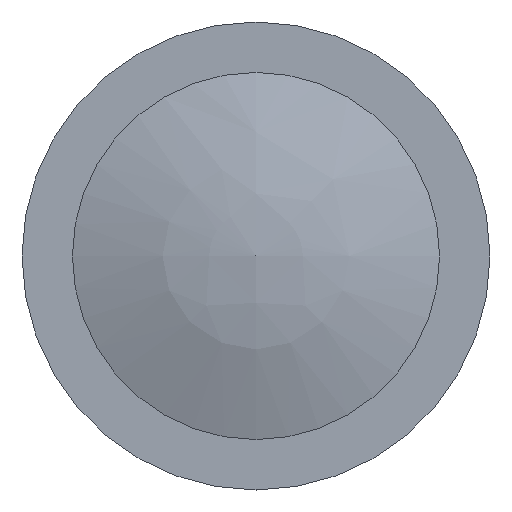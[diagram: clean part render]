
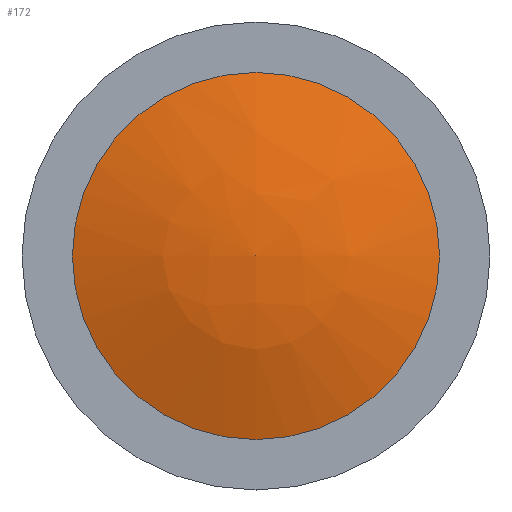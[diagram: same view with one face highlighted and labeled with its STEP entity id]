
A CAD part, left-side view. The second image highlights one B-rep face of the part: STEP entity #172.
In plain terms, the highlighted free-form (B-spline) face has degree [2, 2] with [3, 9] control points.
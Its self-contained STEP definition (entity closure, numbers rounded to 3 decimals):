
#13=(
BOUNDED_SURFACE()
B_SPLINE_SURFACE(2,2,((#303,#304,#305,#306,#307,#308,#309,#310,#311),(#312,
#313,#314,#315,#316,#317,#318,#319,#320),(#321,#322,#323,#324,#325,#326,
#327,#328,#329)),.UNSPECIFIED.,.F.,.T.,.F.)
B_SPLINE_SURFACE_WITH_KNOTS((3,3),(3,2,2,2,3),(-1.551,-1.203),
(-3.142,-1.571,0.,1.571,3.142),
 .UNSPECIFIED.)
GEOMETRIC_REPRESENTATION_ITEM()
RATIONAL_B_SPLINE_SURFACE(((1.,0.707,1.,0.707,1.,
0.707,1.,0.707,1.),(0.985,0.696,
0.985,0.696,0.985,0.696,
0.985,0.696,0.985),(1.,0.707,
1.,0.707,1.,0.707,1.,0.707,1.)))
REPRESENTATION_ITEM('')
SURFACE()
);
#41=FACE_OUTER_BOUND('',#52,.T.);
#52=EDGE_LOOP('',(#140,#141,#142,#143));
#66=CIRCLE('',#205,0.51);
#67=CIRCLE('',#206,0.51);
#68=CIRCLE('',#207,1.5);
#85=VERTEX_POINT('',#330);
#86=VERTEX_POINT('',#331);
#87=VERTEX_POINT('',#334);
#106=EDGE_CURVE('',#85,#86,#66,.T.);
#107=EDGE_CURVE('',#86,#85,#67,.T.);
#108=EDGE_CURVE('',#86,#87,#68,.T.);
#140=ORIENTED_EDGE('',*,*,#106,.F.);
#141=ORIENTED_EDGE('',*,*,#107,.F.);
#142=ORIENTED_EDGE('',*,*,#108,.T.);
#143=ORIENTED_EDGE('',*,*,#108,.F.);
#172=ADVANCED_FACE('',(#41),#13,.F.);
#205=AXIS2_PLACEMENT_3D('',#332,#249,#250);
#206=AXIS2_PLACEMENT_3D('',#333,#251,#252);
#207=AXIS2_PLACEMENT_3D('',#335,#253,#254);
#249=DIRECTION('center_axis',(1.,0.,0.));
#250=DIRECTION('ref_axis',(0.,0.,-1.));
#251=DIRECTION('center_axis',(1.,0.,0.));
#252=DIRECTION('ref_axis',(0.,0.,-1.));
#253=DIRECTION('center_axis',(0.,-1.,0.));
#254=DIRECTION('ref_axis',(0.,0.,
1.));
#303=CARTESIAN_POINT('Ctrl Pts',(-0.5,0.,
0.71));
#304=CARTESIAN_POINT('Ctrl Pts',(-0.5,0.,
0.71));
#305=CARTESIAN_POINT('Ctrl Pts',(-0.5,0.,
0.71));
#306=CARTESIAN_POINT('Ctrl Pts',(-0.5,0.,
0.71));
#307=CARTESIAN_POINT('Ctrl Pts',(-0.5,0.,
0.71));
#308=CARTESIAN_POINT('Ctrl Pts',(-0.5,0.,
0.71));
#309=CARTESIAN_POINT('Ctrl Pts',(-0.5,0.,
0.71));
#310=CARTESIAN_POINT('Ctrl Pts',(-0.5,0.,
0.71));
#311=CARTESIAN_POINT('Ctrl Pts',(-0.5,0.,
0.71));
#312=CARTESIAN_POINT('Ctrl Pts',(-0.495,0.,
0.974));
#313=CARTESIAN_POINT('Ctrl Pts',(-0.495,-0.264,
0.974));
#314=CARTESIAN_POINT('Ctrl Pts',(-0.495,-0.264,0.71));
#315=CARTESIAN_POINT('Ctrl Pts',(-0.495,-0.264,
0.446));
#316=CARTESIAN_POINT('Ctrl Pts',(-0.495,0.,
0.446));
#317=CARTESIAN_POINT('Ctrl Pts',(-0.495,0.264,0.446));
#318=CARTESIAN_POINT('Ctrl Pts',(-0.495,0.264,0.71));
#319=CARTESIAN_POINT('Ctrl Pts',(-0.495,0.264,0.974));
#320=CARTESIAN_POINT('Ctrl Pts',(-0.495,0.,
0.974));
#321=CARTESIAN_POINT('Ctrl Pts',(-0.4,0.,
1.22));
#322=CARTESIAN_POINT('Ctrl Pts',(-0.4,-0.51,
1.22));
#323=CARTESIAN_POINT('Ctrl Pts',(-0.4,-0.51,
0.71));
#324=CARTESIAN_POINT('Ctrl Pts',(-0.4,-0.51,
0.2));
#325=CARTESIAN_POINT('Ctrl Pts',(-0.4,0.,
0.2));
#326=CARTESIAN_POINT('Ctrl Pts',(-0.4,0.51,0.2));
#327=CARTESIAN_POINT('Ctrl Pts',(-0.4,0.51,0.71));
#328=CARTESIAN_POINT('Ctrl Pts',(-0.4,0.51,1.22));
#329=CARTESIAN_POINT('Ctrl Pts',(-0.4,0.,
1.22));
#330=CARTESIAN_POINT('',(-0.4,0.,0.2));
#331=CARTESIAN_POINT('',(-0.4,0.,1.22));
#332=CARTESIAN_POINT('Origin',(-0.4,0.,0.71));
#333=CARTESIAN_POINT('Origin',(-0.4,0.,0.71));
#334=CARTESIAN_POINT('',(-0.5,0.,0.71));
#335=CARTESIAN_POINT('Origin',(1.,0.,
0.681));
